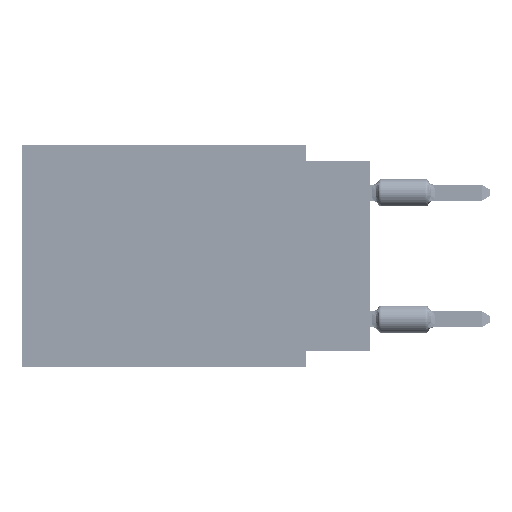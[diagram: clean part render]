
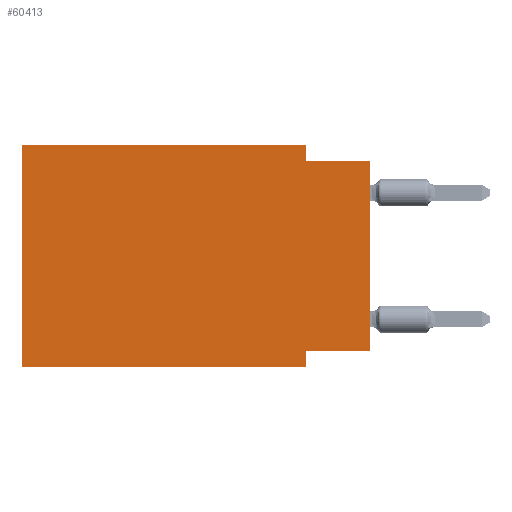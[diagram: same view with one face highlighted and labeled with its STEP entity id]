
A CAD part, left-side view. The second image highlights one B-rep face of the part: STEP entity #60413.
In plain terms, the highlighted planar face has unit normal (-1, 0, 0).
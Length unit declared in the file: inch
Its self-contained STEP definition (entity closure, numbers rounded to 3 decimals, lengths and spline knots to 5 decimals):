
#1482 = CARTESIAN_POINT ( 'NONE',  ( 0., 0., -0.025 ) ) ;
#2600 = CARTESIAN_POINT ( 'NONE',  ( 0., 0., -0.025 ) ) ;
#3403 = DIRECTION ( 'NONE',  ( 0., 0., -1. ) ) ;
#4836 = CARTESIAN_POINT ( 'NONE',  ( 0., 0., -0.325 ) ) ;
#6343 = VERTEX_POINT ( 'NONE', #59645 ) ;
#6577 = ORIENTED_EDGE ( 'NONE', *, *, #8897, .F. ) ;
#7877 = FACE_OUTER_BOUND ( 'NONE', #49515, .T. ) ;
#8742 = CARTESIAN_POINT ( 'NONE',  ( 0., 0.1, -0.35 ) ) ;
#8866 = PLANE ( 'NONE',  #21217 ) ;
#8897 = EDGE_CURVE ( 'NONE', #10524, #64924, #38626, .T. ) ;
#9350 = EDGE_CURVE ( 'NONE', #17659, #24712, #51171, .T. ) ;
#9787 = DIRECTION ( 'NONE',  ( 0., -1., 0. ) ) ;
#10439 = CARTESIAN_POINT ( 'NONE',  ( 0., 0.55, -0.35 ) ) ;
#10524 = VERTEX_POINT ( 'NONE', #43592 ) ;
#11469 = CARTESIAN_POINT ( 'NONE',  ( 0., 0.55, 0. ) ) ;
#14396 = ORIENTED_EDGE ( 'NONE', *, *, #26653, .F. ) ;
#14782 = LINE ( 'NONE', #10439, #26558 ) ;
#14862 = ORIENTED_EDGE ( 'NONE', *, *, #9350, .F. ) ;
#17659 = VERTEX_POINT ( 'NONE', #4836 ) ;
#17904 = DIRECTION ( 'NONE',  ( 1., 0., 0. ) ) ;
#19645 = LINE ( 'NONE', #65406, #31061 ) ;
#19772 = DIRECTION ( 'NONE',  ( 0., -1., 0. ) ) ;
#21217 = AXIS2_PLACEMENT_3D ( 'NONE', #43261, #17904, #63688 ) ;
#21592 = CARTESIAN_POINT ( 'NONE',  ( 0., 0.55, 0. ) ) ;
#22050 = ORIENTED_EDGE ( 'NONE', *, *, #25416, .T. ) ;
#23314 = EDGE_CURVE ( 'NONE', #33521, #6343, #14782, .T. ) ;
#23451 = LINE ( 'NONE', #8742, #65968 ) ;
#24634 = VECTOR ( 'NONE', #58663, 39.37008 ) ;
#24712 = VERTEX_POINT ( 'NONE', #48143 ) ;
#25416 = EDGE_CURVE ( 'NONE', #17659, #64924, #39983, .T. ) ;
#25940 = CARTESIAN_POINT ( 'NONE',  ( 0., 0.1, 0. ) ) ;
#26558 = VECTOR ( 'NONE', #9787, 39.37008 ) ;
#26653 = EDGE_CURVE ( 'NONE', #34834, #10524, #19645, .T. ) ;
#27432 = VERTEX_POINT ( 'NONE', #11469 ) ;
#30036 = VECTOR ( 'NONE', #65548, 39.37008 ) ;
#31037 = VECTOR ( 'NONE', #63748, 39.37008 ) ;
#31061 = VECTOR ( 'NONE', #61745, 39.37008 ) ;
#31210 = ORIENTED_EDGE ( 'NONE', *, *, #39716, .F. ) ;
#32059 = VECTOR ( 'NONE', #60406, 39.37008 ) ;
#33521 = VERTEX_POINT ( 'NONE', #45884 ) ;
#34834 = VERTEX_POINT ( 'NONE', #25940 ) ;
#35443 = LINE ( 'NONE', #51487, #60510 ) ;
#38626 = LINE ( 'NONE', #2600, #31037 ) ;
#39716 = EDGE_CURVE ( 'NONE', #24712, #6343, #23451, .T. ) ;
#39983 = LINE ( 'NONE', #61076, #32059 ) ;
#41103 = CARTESIAN_POINT ( 'NONE',  ( 0., 0., -0.325 ) ) ;
#41498 = ORIENTED_EDGE ( 'NONE', *, *, #63228, .F. ) ;
#43261 = CARTESIAN_POINT ( 'NONE',  ( 0., 0.55, 0. ) ) ;
#43592 = CARTESIAN_POINT ( 'NONE',  ( 0., 0.1, -0.025 ) ) ;
#45884 = CARTESIAN_POINT ( 'NONE',  ( 0., 0.55, -0.35 ) ) ;
#47235 = ORIENTED_EDGE ( 'NONE', *, *, #23314, .T. ) ;
#48143 = CARTESIAN_POINT ( 'NONE',  ( 0., 0.1, -0.325 ) ) ;
#49515 = EDGE_LOOP ( 'NONE', ( #22050, #6577, #14396, #65824, #41498, #47235, #31210, #14862 ) ) ;
#51171 = LINE ( 'NONE', #41103, #30036 ) ;
#51487 = CARTESIAN_POINT ( 'NONE',  ( 0., 0.55, 0. ) ) ;
#51654 = LINE ( 'NONE', #21592, #24634 ) ;
#58663 = DIRECTION ( 'NONE',  ( 0., 0., 1. ) ) ;
#58949 = EDGE_CURVE ( 'NONE', #27432, #34834, #35443, .T. ) ;
#59645 = CARTESIAN_POINT ( 'NONE',  ( 0., 0.1, -0.35 ) ) ;
#60406 = DIRECTION ( 'NONE',  ( 0., 0., 1. ) ) ;
#60413 = ADVANCED_FACE ( 'NONE', ( #7877 ), #8866, .F. ) ;
#60510 = VECTOR ( 'NONE', #19772, 39.37008 ) ;
#61076 = CARTESIAN_POINT ( 'NONE',  ( 0., 0., 0. ) ) ;
#61745 = DIRECTION ( 'NONE',  ( 0., 0., -1. ) ) ;
#63228 = EDGE_CURVE ( 'NONE', #33521, #27432, #51654, .T. ) ;
#63688 = DIRECTION ( 'NONE',  ( 0., 0., -1. ) ) ;
#63748 = DIRECTION ( 'NONE',  ( 0., -1., 0. ) ) ;
#64924 = VERTEX_POINT ( 'NONE', #1482 ) ;
#65406 = CARTESIAN_POINT ( 'NONE',  ( 0., 0.1, 0. ) ) ;
#65548 = DIRECTION ( 'NONE',  ( 0., 1., 0. ) ) ;
#65824 = ORIENTED_EDGE ( 'NONE', *, *, #58949, .F. ) ;
#65968 = VECTOR ( 'NONE', #3403, 39.37008 ) ;
